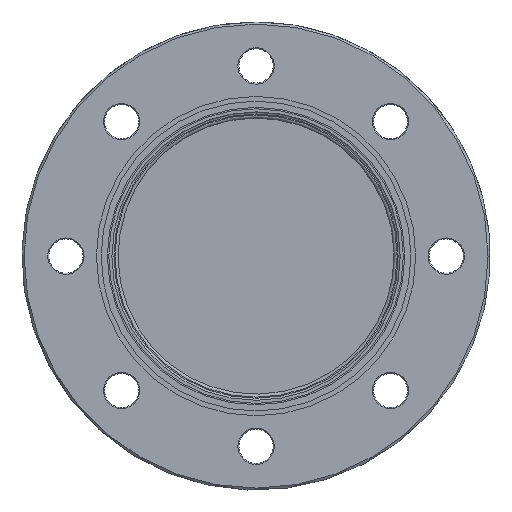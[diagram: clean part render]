
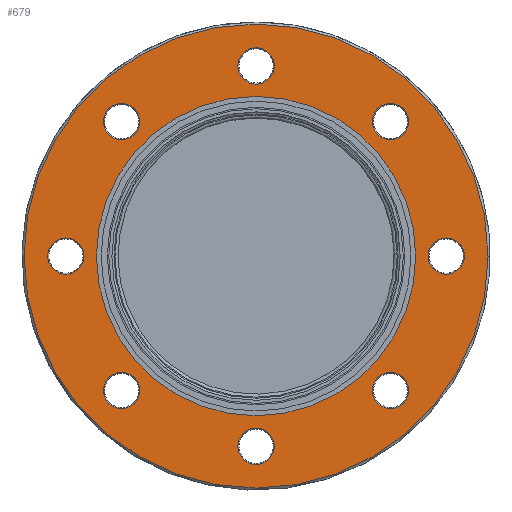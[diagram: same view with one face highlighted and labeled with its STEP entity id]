
A CAD part, front view. The second image highlights one B-rep face of the part: STEP entity #679.
In plain terms, the highlighted planar face has unit normal (0, -1, 0).
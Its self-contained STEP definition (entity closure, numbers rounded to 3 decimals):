
#25 = ORIENTED_EDGE ( 'NONE', *, *, #275, .T. ) ;
#37 = FACE_BOUND ( 'NONE', #223, .T. ) ;
#43 = FACE_OUTER_BOUND ( 'NONE', #612, .T. ) ;
#55 = FACE_BOUND ( 'NONE', #85, .T. ) ;
#59 = CARTESIAN_POINT ( 'NONE',  ( 0., 0., -38.69 ) ) ;
#70 = AXIS2_PLACEMENT_3D ( 'NONE', #835, #738, #864 ) ;
#85 = EDGE_LOOP ( 'NONE', ( #1239 ) ) ;
#97 = ORIENTED_EDGE ( 'NONE', *, *, #1108, .T. ) ;
#98 = CIRCLE ( 'NONE', #1296, 4.4 ) ;
#123 = DIRECTION ( 'NONE',  ( 0., 1., 0. ) ) ;
#156 = EDGE_LOOP ( 'NONE', ( #521 ) ) ;
#165 = DIRECTION ( 'NONE',  ( 0., 1., 0. ) ) ;
#223 = EDGE_LOOP ( 'NONE', ( #1322 ) ) ;
#229 = EDGE_CURVE ( 'NONE', #301, #301, #555, .T. ) ;
#234 = CARTESIAN_POINT ( 'NONE',  ( 0., 0., -41.675 ) ) ;
#259 = VERTEX_POINT ( 'NONE', #654 ) ;
#269 = VERTEX_POINT ( 'NONE', #1288 ) ;
#275 = EDGE_CURVE ( 'NONE', #1253, #1253, #1444, .T. ) ;
#279 = CARTESIAN_POINT ( 'NONE',  ( -46.075, 0., 4.4 ) ) ;
#298 = CARTESIAN_POINT ( 'NONE',  ( -46.075, 0., 0. ) ) ;
#301 = VERTEX_POINT ( 'NONE', #721 ) ;
#311 = CARTESIAN_POINT ( 'NONE',  ( -32.58, 0., 32.58 ) ) ;
#317 = CARTESIAN_POINT ( 'NONE',  ( 0., 0., 0. ) ) ;
#323 = CARTESIAN_POINT ( 'NONE',  ( -32.58, 0., -32.58 ) ) ;
#326 = DIRECTION ( 'NONE',  ( 0., 0., 1. ) ) ;
#332 = VERTEX_POINT ( 'NONE', #338 ) ;
#338 = CARTESIAN_POINT ( 'NONE',  ( 0., 0., 56.225 ) ) ;
#350 = AXIS2_PLACEMENT_3D ( 'NONE', #1392, #165, #728 ) ;
#358 = ORIENTED_EDGE ( 'NONE', *, *, #972, .T. ) ;
#373 = VERTEX_POINT ( 'NONE', #640 ) ;
#380 = AXIS2_PLACEMENT_3D ( 'NONE', #311, #849, #326 ) ;
#408 = AXIS2_PLACEMENT_3D ( 'NONE', #317, #1152, #745 ) ;
#441 = FACE_BOUND ( 'NONE', #1481, .T. ) ;
#459 = DIRECTION ( 'NONE',  ( 0., 1., 0. ) ) ;
#469 = AXIS2_PLACEMENT_3D ( 'NONE', #1744, #1304, #1718 ) ;
#514 = EDGE_LOOP ( 'NONE', ( #358 ) ) ;
#521 = ORIENTED_EDGE ( 'NONE', *, *, #1155, .T. ) ;
#547 = EDGE_CURVE ( 'NONE', #373, #373, #809, .T. ) ;
#555 = CIRCLE ( 'NONE', #1384, 4.4 ) ;
#562 = EDGE_CURVE ( 'NONE', #259, #259, #1060, .T. ) ;
#576 = FACE_BOUND ( 'NONE', #1056, .T. ) ;
#586 = DIRECTION ( 'NONE',  ( 0., 1., 0. ) ) ;
#588 = FACE_BOUND ( 'NONE', #790, .T. ) ;
#612 = EDGE_LOOP ( 'NONE', ( #1287 ) ) ;
#640 = CARTESIAN_POINT ( 'NONE',  ( 32.58, 0., -28.18 ) ) ;
#654 = CARTESIAN_POINT ( 'NONE',  ( -32.58, 0., -28.18 ) ) ;
#679 = ADVANCED_FACE ( 'NONE', ( #37, #720, #588, #576, #1676, #1260, #441, #1543, #55, #43 ), #1410, .F. ) ;
#705 = DIRECTION ( 'NONE',  ( 0., -1., 0. ) ) ;
#720 = FACE_BOUND ( 'NONE', #514, .T. ) ;
#721 = CARTESIAN_POINT ( 'NONE',  ( 32.58, 0., 36.98 ) ) ;
#728 = DIRECTION ( 'NONE',  ( 0., 0., 1. ) ) ;
#738 = DIRECTION ( 'NONE',  ( 0., 1., 0. ) ) ;
#745 = DIRECTION ( 'NONE',  ( 0., 0., 1. ) ) ;
#790 = EDGE_LOOP ( 'NONE', ( #1753 ) ) ;
#798 = CARTESIAN_POINT ( 'NONE',  ( 0., 0., -46.075 ) ) ;
#809 = CIRCLE ( 'NONE', #70, 4.4 ) ;
#835 = CARTESIAN_POINT ( 'NONE',  ( 32.58, 0., -32.58 ) ) ;
#842 = DIRECTION ( 'NONE',  ( 0., 1., 0. ) ) ;
#849 = DIRECTION ( 'NONE',  ( 0., 1., 0. ) ) ;
#861 = DIRECTION ( 'NONE',  ( 0., 0., 1. ) ) ;
#864 = DIRECTION ( 'NONE',  ( 0., 0., 1. ) ) ;
#871 = VERTEX_POINT ( 'NONE', #1158 ) ;
#896 = CIRCLE ( 'NONE', #1122, 4.4 ) ;
#964 = VERTEX_POINT ( 'NONE', #279 ) ;
#972 = EDGE_CURVE ( 'NONE', #1602, #1602, #98, .T. ) ;
#992 = VERTEX_POINT ( 'NONE', #59 ) ;
#995 = ORIENTED_EDGE ( 'NONE', *, *, #562, .T. ) ;
#1056 = EDGE_LOOP ( 'NONE', ( #1159 ) ) ;
#1060 = CIRCLE ( 'NONE', #1647, 4.4 ) ;
#1072 = DIRECTION ( 'NONE',  ( 0., 0., 1. ) ) ;
#1108 = EDGE_CURVE ( 'NONE', #964, #964, #896, .T. ) ;
#1116 = CARTESIAN_POINT ( 'NONE',  ( 32.58, 0., 32.58 ) ) ;
#1120 = EDGE_LOOP ( 'NONE', ( #995 ) ) ;
#1121 = EDGE_CURVE ( 'NONE', #269, #269, #1561, .T. ) ;
#1122 = AXIS2_PLACEMENT_3D ( 'NONE', #298, #842, #861 ) ;
#1139 = DIRECTION ( 'NONE',  ( 0., 0., 1. ) ) ;
#1152 = DIRECTION ( 'NONE',  ( 0., 1., 0. ) ) ;
#1153 = AXIS2_PLACEMENT_3D ( 'NONE', #1480, #705, #1306 ) ;
#1155 = EDGE_CURVE ( 'NONE', #871, #871, #1498, .T. ) ;
#1158 = CARTESIAN_POINT ( 'NONE',  ( 0., 0., 50.475 ) ) ;
#1159 = ORIENTED_EDGE ( 'NONE', *, *, #1121, .T. ) ;
#1171 = AXIS2_PLACEMENT_3D ( 'NONE', #1674, #586, #1401 ) ;
#1236 = CIRCLE ( 'NONE', #469, 56.225 ) ;
#1238 = CIRCLE ( 'NONE', #1153, 38.69 ) ;
#1239 = ORIENTED_EDGE ( 'NONE', *, *, #229, .T. ) ;
#1253 = VERTEX_POINT ( 'NONE', #1261 ) ;
#1260 = FACE_BOUND ( 'NONE', #1622, .T. ) ;
#1261 = CARTESIAN_POINT ( 'NONE',  ( -32.58, 0., 36.98 ) ) ;
#1287 = ORIENTED_EDGE ( 'NONE', *, *, #1562, .T. ) ;
#1288 = CARTESIAN_POINT ( 'NONE',  ( 46.075, 0., 4.4 ) ) ;
#1296 = AXIS2_PLACEMENT_3D ( 'NONE', #798, #123, #1072 ) ;
#1304 = DIRECTION ( 'NONE',  ( 0., -1., 0. ) ) ;
#1306 = DIRECTION ( 'NONE',  ( 0., 0., -1. ) ) ;
#1322 = ORIENTED_EDGE ( 'NONE', *, *, #1749, .F. ) ;
#1384 = AXIS2_PLACEMENT_3D ( 'NONE', #1116, #459, #1139 ) ;
#1392 = CARTESIAN_POINT ( 'NONE',  ( 46.075, 0., 0. ) ) ;
#1401 = DIRECTION ( 'NONE',  ( 0., 0., 1. ) ) ;
#1410 = PLANE ( 'NONE',  #408 ) ;
#1428 = DIRECTION ( 'NONE',  ( 0., 1., 0. ) ) ;
#1444 = CIRCLE ( 'NONE', #380, 4.4 ) ;
#1480 = CARTESIAN_POINT ( 'NONE',  ( 0., 0., 0. ) ) ;
#1481 = EDGE_LOOP ( 'NONE', ( #25 ) ) ;
#1498 = CIRCLE ( 'NONE', #1171, 4.4 ) ;
#1543 = FACE_BOUND ( 'NONE', #156, .T. ) ;
#1561 = CIRCLE ( 'NONE', #350, 4.4 ) ;
#1562 = EDGE_CURVE ( 'NONE', #332, #332, #1236, .T. ) ;
#1602 = VERTEX_POINT ( 'NONE', #234 ) ;
#1622 = EDGE_LOOP ( 'NONE', ( #97 ) ) ;
#1647 = AXIS2_PLACEMENT_3D ( 'NONE', #323, #1428, #1689 ) ;
#1674 = CARTESIAN_POINT ( 'NONE',  ( 0., 0., 46.075 ) ) ;
#1676 = FACE_BOUND ( 'NONE', #1120, .T. ) ;
#1689 = DIRECTION ( 'NONE',  ( 0., 0., 1. ) ) ;
#1718 = DIRECTION ( 'NONE',  ( 0., 0., 1. ) ) ;
#1744 = CARTESIAN_POINT ( 'NONE',  ( 0., 0., 0. ) ) ;
#1749 = EDGE_CURVE ( 'NONE', #992, #992, #1238, .T. ) ;
#1753 = ORIENTED_EDGE ( 'NONE', *, *, #547, .T. ) ;
